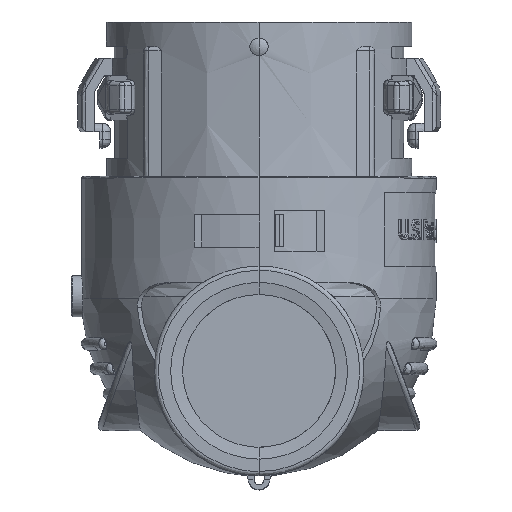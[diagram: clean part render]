
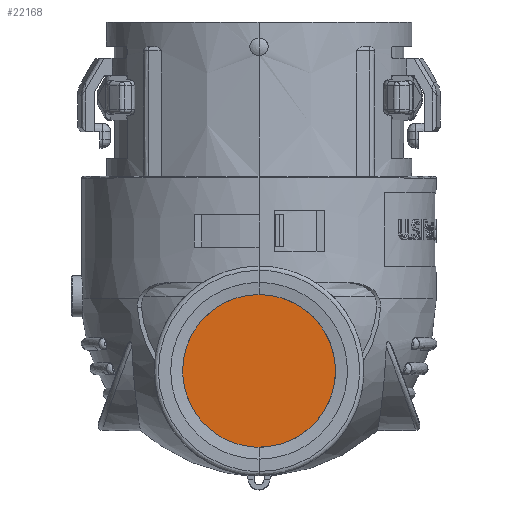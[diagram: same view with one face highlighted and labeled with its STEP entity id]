
A CAD part, top view. The second image highlights one B-rep face of the part: STEP entity #22168.
In plain terms, the highlighted planar face has unit normal (0, 0, 1).
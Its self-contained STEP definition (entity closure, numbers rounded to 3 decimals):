
#3041=DIRECTION('',(0.,1.,0.));
#3042=VECTOR('',#3041,2.648);
#3043=CARTESIAN_POINT('',(0.,-70.9,24.4));
#3044=LINE('',#3043,#3042);
#3083=DIRECTION('',(0.,-1.,0.));
#3084=VECTOR('',#3083,2.646);
#3085=CARTESIAN_POINT('',(0.,-89.4,24.4));
#3086=LINE('',#3085,#3084);
#3144=DIRECTION('',(0.,-1.,0.));
#3145=VECTOR('',#3144,2.646);
#3146=CARTESIAN_POINT('',(-0.01,-89.4,24.4));
#3147=LINE('',#3146,#3145);
#3478=DIRECTION('',(0.,1.,0.));
#3479=VECTOR('',#3478,2.648);
#3480=CARTESIAN_POINT('',(-0.01,-70.9,24.4));
#3481=LINE('',#3480,#3479);
#3499=CARTESIAN_POINT('',(-0.003,-80.149,24.4));
#3500=DIRECTION('',(0.,0.,1.));
#3501=DIRECTION('',(-0.001,-1.,0.));
#3502=AXIS2_PLACEMENT_3D('',#3499,#3500,#3501);
#3510=CARTESIAN_POINT('',(-0.003,-80.149,24.4));
#3511=DIRECTION('',(0.,0.,1.));
#3512=DIRECTION('',(0.,1.,0.));
#3513=AXIS2_PLACEMENT_3D('',#3510,#3511,#3512);
#3515=CARTESIAN_POINT('',(0.,-89.4,24.4));
#3516=CARTESIAN_POINT('',(1.211,-89.4,24.4));
#3517=CARTESIAN_POINT('',(3.632,-88.918,24.4));
#3518=CARTESIAN_POINT('',(6.711,-86.861,24.4));
#3519=CARTESIAN_POINT('',(8.768,-83.782,24.4));
#3520=CARTESIAN_POINT('',(9.491,-80.15,24.4));
#3521=CARTESIAN_POINT('',(8.768,-76.518,24.4));
#3522=CARTESIAN_POINT('',(6.711,-73.439,24.4));
#3523=CARTESIAN_POINT('',(3.632,-71.382,24.4));
#3524=CARTESIAN_POINT('',(1.211,-70.9,24.4));
#3525=CARTESIAN_POINT('',(0.,-70.9,24.4));
#9949=CARTESIAN_POINT('',(-0.01,-70.9,24.4));
#9950=CARTESIAN_POINT('',(-1.221,-70.9,24.4));
#9951=CARTESIAN_POINT('',(-3.642,-71.382,24.4));
#9952=CARTESIAN_POINT('',(-6.721,-73.439,24.4));
#9953=CARTESIAN_POINT('',(-8.778,-76.518,24.4));
#9954=CARTESIAN_POINT('',(-9.501,-80.15,24.4));
#9955=CARTESIAN_POINT('',(-8.778,-83.782,24.4));
#9956=CARTESIAN_POINT('',(-6.721,-86.861,24.4));
#9957=CARTESIAN_POINT('',(-3.642,-88.918,24.4));
#9958=CARTESIAN_POINT('',(-1.221,-89.4,24.4));
#9959=CARTESIAN_POINT('',(-0.01,-89.4,24.4));
#18961=VERTEX_POINT('',#3515);
#18962=VERTEX_POINT('',#3525);
#18963=CARTESIAN_POINT('',(0.,-92.046,24.4));
#18964=VERTEX_POINT('',#18963);
#18965=VERTEX_POINT('',#9949);
#18966=VERTEX_POINT('',#9959);
#18967=CARTESIAN_POINT('',(0.,-68.252,24.4));
#18968=VERTEX_POINT('',#18967);
#18969=CARTESIAN_POINT('',(-0.01,-92.046,24.4));
#18970=VERTEX_POINT('',#18969);
#18971=CARTESIAN_POINT('',(-0.01,-68.252,24.4));
#18972=VERTEX_POINT('',#18971);
#22151=CARTESIAN_POINT('',(0.,0.,24.4));
#22152=DIRECTION('',(0.,0.,1.));
#22153=DIRECTION('',(0.,-1.,0.));
#22154=AXIS2_PLACEMENT_3D('',#22151,#22152,#22153);
#22155=PLANE('',#22154);
#22157=ORIENTED_EDGE('',*,*,#22156,.F.);
#22158=ORIENTED_EDGE('',*,*,#21438,.T.);
#22159=ORIENTED_EDGE('',*,*,#22132,.F.);
#22160=ORIENTED_EDGE('',*,*,#21545,.F.);
#22162=ORIENTED_EDGE('',*,*,#22161,.F.);
#22163=ORIENTED_EDGE('',*,*,#22107,.T.);
#22164=ORIENTED_EDGE('',*,*,#22145,.F.);
#22165=ORIENTED_EDGE('',*,*,#21325,.F.);
#22166=EDGE_LOOP('',(#22157,#22158,#22159,#22160,#22162,#22163,#22164,#22165));
#22167=FACE_OUTER_BOUND('',#22166,.F.);
#22168=ADVANCED_FACE('',(#22167),#22155,.T.);
#3503=CIRCLE('',#3502,11.897);
#3514=CIRCLE('',#3513,11.897);
#3526=B_SPLINE_CURVE_WITH_KNOTS('',3,(#3515,#3516,#3517,#3518,#3519,#3520,#3521,
#3522,#3523,#3524,#3525),.UNSPECIFIED.,.F.,.F.,(4,1,1,1,1,1,1,1,4),(0.,
0.125,0.25,0.375,0.5,0.625,0.75,0.875,1.),.UNSPECIFIED.);
#9960=B_SPLINE_CURVE_WITH_KNOTS('',3,(#9949,#9950,#9951,#9952,#9953,#9954,#9955,
#9956,#9957,#9958,#9959),.UNSPECIFIED.,.F.,.F.,(4,1,1,1,1,1,1,1,4),(0.,
0.125,0.25,0.375,0.5,0.625,0.75,0.875,1.),.UNSPECIFIED.);
#21325=EDGE_CURVE('',#18962,#18968,#3044,.T.);
#21438=EDGE_CURVE('',#18961,#18964,#3086,.T.);
#21545=EDGE_CURVE('',#18966,#18970,#3147,.T.);
#22107=EDGE_CURVE('',#18965,#18972,#3481,.T.);
#22132=EDGE_CURVE('',#18970,#18964,#3503,.T.);
#22145=EDGE_CURVE('',#18968,#18972,#3514,.T.);
#22156=EDGE_CURVE('',#18961,#18962,#3526,.T.);
#22161=EDGE_CURVE('',#18965,#18966,#9960,.T.);
